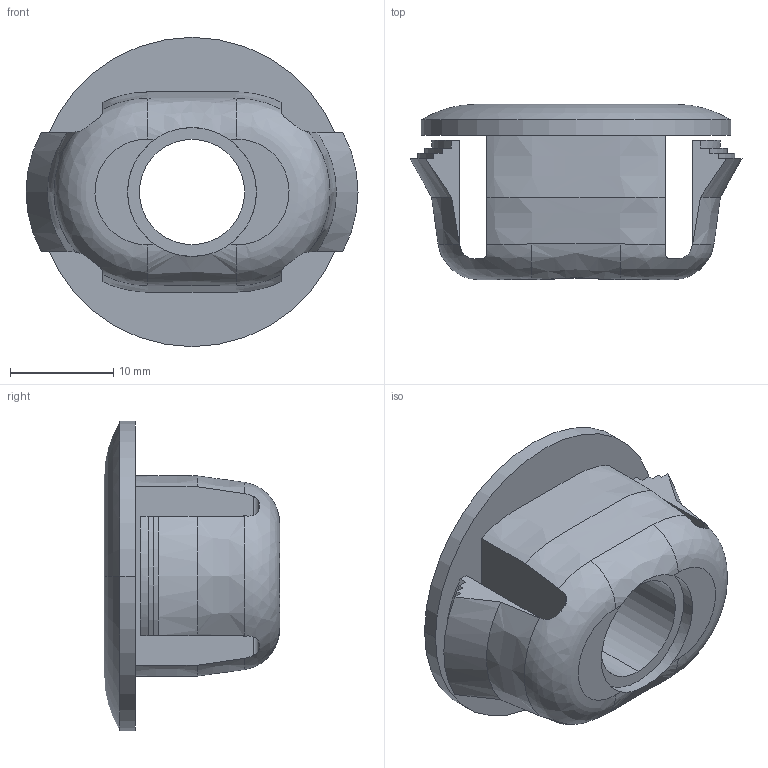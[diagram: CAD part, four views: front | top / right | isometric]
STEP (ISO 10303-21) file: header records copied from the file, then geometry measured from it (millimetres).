
FILE_DESCRIPTION (( 'STEP AP203' ), '1' );
FILE_NAME ('K-273-M12.STEP', '2021-03-15T02:26:21', ( '' ), ( '' ), 'SwSTEP 2.0', 'SolidWorks 2018', '' );
FILE_SCHEMA (( 'CONFIG_CONTROL_DESIGN' ));
Length unit declared in the file: millimetre
Products named in the file (1): K-273-M12
Bounding box: 32.2 x 17 x 30 mm (x, y, z)
Volume: 5570.7 mm3; surface area: 3668.7 mm2
Topology: 1 solids, 1 shells, 66 faces, 187 edges, 125 vertices
Faces by surface type: plane 28, cylinder 18, bspline 16, cone 2, torus 2
Entity records: 4611 total; most frequent: CARTESIAN_POINT 2958, ORIENTED_EDGE 374, DIRECTION 265, EDGE_CURVE 187, VERTEX_POINT 125, AXIS2_PLACEMENT_3D 99, B_SPLINE_CURVE_WITH_KNOTS 72, EDGE_LOOP 70
